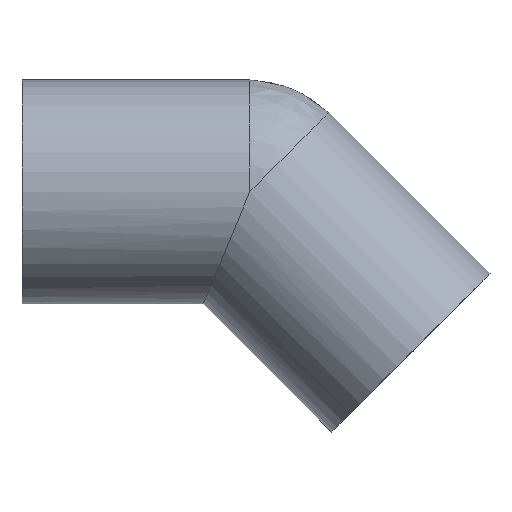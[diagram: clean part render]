
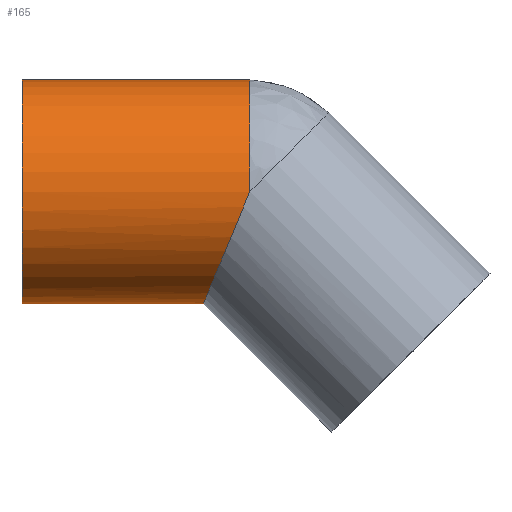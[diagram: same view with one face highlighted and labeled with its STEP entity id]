
A CAD part, top view. The second image highlights one B-rep face of the part: STEP entity #165.
In plain terms, the highlighted cylindrical face has radius 55 mm (diameter 110 mm), a partial arc.
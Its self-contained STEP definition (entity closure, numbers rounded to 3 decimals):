
#109 = EDGE_CURVE( '', #167, #127, #246, .T. );
#121 = EDGE_CURVE( '', #151, #159, #259, .T. );
#127 = VERTEX_POINT( '', #265 );
#133 = EDGE_CURVE( '', #127, #151, #272, .T. );
#151 = VERTEX_POINT( '', #291 );
#153 = EDGE_CURVE( '', #161, #167, #293, .T. );
#159 = VERTEX_POINT( '', #299 );
#161 = VERTEX_POINT( '', #301 );
#165 = ADVANCED_FACE( '', ( #305 ), #306, .T. );
#167 = VERTEX_POINT( '', #308 );
#169 = EDGE_CURVE( '', #161, #159, #310, .T. );
#246 = ELLIPSE( '', #394, 59.532, 55. );
#259 = LINE( '', #410, #411 );
#265 = CARTESIAN_POINT( '', ( 112., 0., 55. ) );
#272 = CIRCLE( '', #428, 55. );
#291 = CARTESIAN_POINT( '', ( 112., 55., 0. ) );
#293 = LINE( '', #454, #455 );
#299 = CARTESIAN_POINT( '', ( 0., 55., 0. ) );
#301 = CARTESIAN_POINT( '', ( 0., -55., 0. ) );
#305 = FACE_OUTER_BOUND( '', #470, .T. );
#306 = CYLINDRICAL_SURFACE( '', #471, 55. );
#308 = CARTESIAN_POINT( '', ( 89.218, -55., 0. ) );
#310 = CIRCLE( '', #476, 55. );
#394 = AXIS2_PLACEMENT_3D( '', #565, #566, #567 );
#410 = CARTESIAN_POINT( '', ( 56., 55., 0. ) );
#411 = VECTOR( '', #583, 1. );
#428 = AXIS2_PLACEMENT_3D( '', #601, #602, #603 );
#454 = CARTESIAN_POINT( '', ( 56., -55., 0. ) );
#455 = VECTOR( '', #625, 1. );
#470 = EDGE_LOOP( '', ( #636, #637, #638, #639, #640 ) );
#471 = AXIS2_PLACEMENT_3D( '', #641, #642, #643 );
#476 = AXIS2_PLACEMENT_3D( '', #644, #645, #646 );
#565 = CARTESIAN_POINT( '', ( 112., 0., 0. ) );
#566 = DIRECTION( '', ( -0.924, 0.383, 0. ) );
#567 = DIRECTION( '', ( 0.383, 0.924, 0. ) );
#583 = DIRECTION( '', ( -1., 0., 0. ) );
#601 = CARTESIAN_POINT( '', ( 112., 0., 0. ) );
#602 = DIRECTION( '', ( -1., 0., 0. ) );
#603 = DIRECTION( '', ( 0., 1., 0. ) );
#625 = DIRECTION( '', ( 1., 0., 0. ) );
#636 = ORIENTED_EDGE( '', *, *, #121, .T. );
#637 = ORIENTED_EDGE( '', *, *, #169, .F. );
#638 = ORIENTED_EDGE( '', *, *, #153, .T. );
#639 = ORIENTED_EDGE( '', *, *, #109, .T. );
#640 = ORIENTED_EDGE( '', *, *, #133, .T. );
#641 = CARTESIAN_POINT( '', ( 56., 0., 0. ) );
#642 = DIRECTION( '', ( 1., 0., 0. ) );
#643 = DIRECTION( '', ( 0., 1., 0. ) );
#644 = CARTESIAN_POINT( '', ( 0., 0., 0. ) );
#645 = DIRECTION( '', ( -1., 0., 0. ) );
#646 = DIRECTION( '', ( 0., 1., 0. ) );
